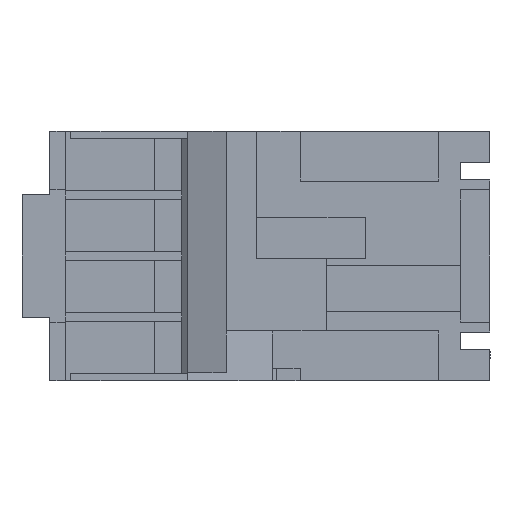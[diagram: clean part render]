
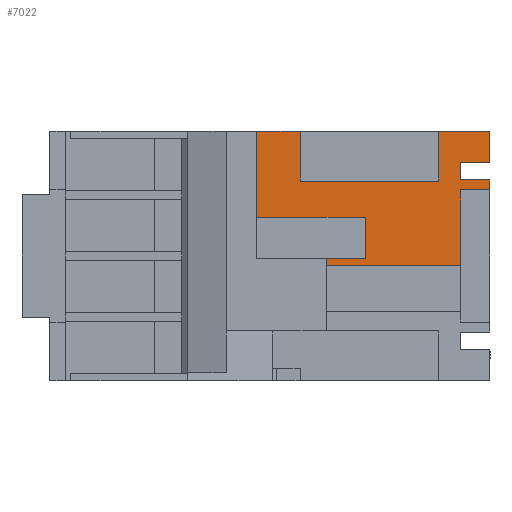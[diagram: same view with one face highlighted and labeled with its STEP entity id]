
A CAD part, left-side view. The second image highlights one B-rep face of the part: STEP entity #7022.
In plain terms, the highlighted planar face has unit normal (-1, 0, 0).
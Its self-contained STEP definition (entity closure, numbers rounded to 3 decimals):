
#70 = CARTESIAN_POINT ( 'NONE',  ( -32., 0., 36.2 ) ) ;
#74 = CARTESIAN_POINT ( 'NONE',  ( -32., 0., 34.4 ) ) ;
#86 = CARTESIAN_POINT ( 'NONE',  ( -32., 0., 45. ) ) ;
#93 = CARTESIAN_POINT ( 'NONE',  ( -32., 9.2, 45. ) ) ;
#107 = CARTESIAN_POINT ( 'NONE',  ( -32., 34.2, 36. ) ) ;
#175 = CARTESIAN_POINT ( 'NONE',  ( -32., 9.2, 36. ) ) ;
#177 = CARTESIAN_POINT ( 'NONE',  ( -32., 34.2, 45. ) ) ;
#343 = CARTESIAN_POINT ( 'NONE',  ( -32., 29.5, 22. ) ) ;
#344 = DIRECTION ( 'NONE',  ( 0., 0., -1. ) ) ;
#808 = PLANE ( 'NONE',  #3206 ) ;
#809 = CARTESIAN_POINT ( 'NONE',  ( -32., 0., 0. ) ) ;
#814 = DIRECTION ( 'NONE',  ( -1., 0., 0. ) ) ;
#815 = DIRECTION ( 'NONE',  ( 0., 0., 1. ) ) ;
#1107 = LINE ( 'NONE', #1656, #1110 ) ;
#1110 = VECTOR ( 'NONE', #1659, 1000. ) ;
#1173 = LINE ( 'NONE', #1753, #1175 ) ;
#1174 = LINE ( 'NONE', #1767, #1177 ) ;
#1175 = VECTOR ( 'NONE', #1754, 1000. ) ;
#1177 = VECTOR ( 'NONE', #1768, 1000. ) ;
#1310 = LINE ( 'NONE', #343, #1313 ) ;
#1313 = VECTOR ( 'NONE', #344, 1000. ) ;
#1656 = CARTESIAN_POINT ( 'NONE',  ( -32., 0., 22. ) ) ;
#1659 = DIRECTION ( 'NONE',  ( 0., -1., 0. ) ) ;
#1701 = FACE_OUTER_BOUND ( 'NONE', #9139, .T. ) ;
#1753 = CARTESIAN_POINT ( 'NONE',  ( -32., 5.3, 36.2 ) ) ;
#1754 = DIRECTION ( 'NONE',  ( 0., 0., -1. ) ) ;
#1767 = CARTESIAN_POINT ( 'NONE',  ( -32., 0., 0. ) ) ;
#1768 = DIRECTION ( 'NONE',  ( 0., 0., 1. ) ) ;
#1891 = VERTEX_POINT ( 'NONE', #6849 ) ;
#2106 = EDGE_CURVE ( 'NONE', #3802, #3797, #4477, .T. ) ;
#2108 = EDGE_CURVE ( 'NONE', #3780, #3806, #4489, .T. ) ;
#2110 = EDGE_CURVE ( 'NONE', #3806, #3803, #4491, .T. ) ;
#2112 = EDGE_CURVE ( 'NONE', #3639, #1891, #4497, .T. ) ;
#2114 = EDGE_CURVE ( 'NONE', #3640, #4047, #4499, .T. ) ;
#2116 = EDGE_CURVE ( 'NONE', #3799, #4051, #4505, .T. ) ;
#2118 = EDGE_CURVE ( 'NONE', #3799, #3802, #4503, .T. ) ;
#2120 = EDGE_CURVE ( 'NONE', #3703, #3803, #4513, .T. ) ;
#2171 = EDGE_CURVE ( 'NONE', #4063, #4841, #4611, .T. ) ;
#2291 = EDGE_CURVE ( 'NONE', #4051, #4047, #8113, .T. ) ;
#2316 = EDGE_CURVE ( 'NONE', #4841, #6072, #8160, .T. ) ;
#2320 = EDGE_CURVE ( 'NONE', #6072, #4855, #8170, .T. ) ;
#2387 = EDGE_CURVE ( 'NONE', #6074, #3703, #8302, .T. ) ;
#2436 = EDGE_CURVE ( 'NONE', #4855, #6074, #8394, .T. ) ;
#2556 = EDGE_CURVE ( 'NONE', #3795, #3780, #1107, .T. ) ;
#2590 = EDGE_CURVE ( 'NONE', #3639, #3640, #1173, .T. ) ;
#2591 = EDGE_CURVE ( 'NONE', #1891, #4063, #1174, .T. ) ;
#2747 = EDGE_CURVE ( 'NONE', #3795, #3797, #1310, .T. ) ;
#3149 = CARTESIAN_POINT ( 'NONE',  ( -32., 34.2, 36. ) ) ;
#3150 = DIRECTION ( 'NONE',  ( 0., 0., 1. ) ) ;
#3206 = AXIS2_PLACEMENT_3D ( 'NONE', #809, #814, #815 ) ;
#3639 = VERTEX_POINT ( 'NONE', #7393 ) ;
#3640 = VERTEX_POINT ( 'NONE', #7394 ) ;
#3703 = VERTEX_POINT ( 'NONE', #7457 ) ;
#3780 = VERTEX_POINT ( 'NONE', #7534 ) ;
#3795 = VERTEX_POINT ( 'NONE', #7549 ) ;
#3797 = VERTEX_POINT ( 'NONE', #7551 ) ;
#3799 = VERTEX_POINT ( 'NONE', #7553 ) ;
#3802 = VERTEX_POINT ( 'NONE', #7556 ) ;
#3803 = VERTEX_POINT ( 'NONE', #7557 ) ;
#3806 = VERTEX_POINT ( 'NONE', #7560 ) ;
#4047 = VERTEX_POINT ( 'NONE', #70 ) ;
#4051 = VERTEX_POINT ( 'NONE', #74 ) ;
#4063 = VERTEX_POINT ( 'NONE', #86 ) ;
#4477 = LINE ( 'NONE', #5126, #4488 ) ;
#4488 = VECTOR ( 'NONE', #7191, 1000. ) ;
#4489 = LINE ( 'NONE', #7194, #4492 ) ;
#4491 = LINE ( 'NONE', #7189, #4496 ) ;
#4492 = VECTOR ( 'NONE', #7196, 1000. ) ;
#4496 = VECTOR ( 'NONE', #7199, 1000. ) ;
#4497 = LINE ( 'NONE', #7202, #4500 ) ;
#4499 = LINE ( 'NONE', #7198, #4504 ) ;
#4500 = VECTOR ( 'NONE', #7204, 1000. ) ;
#4503 = LINE ( 'NONE', #7206, #4512 ) ;
#4504 = VECTOR ( 'NONE', #7207, 1000. ) ;
#4505 = LINE ( 'NONE', #7210, #4508 ) ;
#4508 = VECTOR ( 'NONE', #7211, 1000. ) ;
#4512 = VECTOR ( 'NONE', #7215, 1000. ) ;
#4513 = LINE ( 'NONE', #7218, #4516 ) ;
#4516 = VECTOR ( 'NONE', #7219, 1000. ) ;
#4611 = LINE ( 'NONE', #7811, #4614 ) ;
#4614 = VECTOR ( 'NONE', #7814, 1000. ) ;
#4754 = CARTESIAN_POINT ( 'NONE',  ( -32., 34.2, 45. ) ) ;
#4755 = DIRECTION ( 'NONE',  ( 0., 1., 0. ) ) ;
#4841 = VERTEX_POINT ( 'NONE', #93 ) ;
#4855 = VERTEX_POINT ( 'NONE', #107 ) ;
#4939 = CARTESIAN_POINT ( 'NONE',  ( -32., 0., 0. ) ) ;
#4964 = DIRECTION ( 'NONE',  ( 0., 0., 1. ) ) ;
#5009 = CARTESIAN_POINT ( 'NONE',  ( -32., 9.2, 45. ) ) ;
#5017 = DIRECTION ( 'NONE',  ( 0., 0., -1. ) ) ;
#5126 = CARTESIAN_POINT ( 'NONE',  ( -32., 4.3, 20.8 ) ) ;
#5198 = ORIENTED_EDGE ( 'NONE', *, *, #2590, .F. ) ;
#5203 = ORIENTED_EDGE ( 'NONE', *, *, #2110, .F. ) ;
#5204 = ORIENTED_EDGE ( 'NONE', *, *, #2118, .F. ) ;
#5205 = ORIENTED_EDGE ( 'NONE', *, *, #2747, .T. ) ;
#5206 = ORIENTED_EDGE ( 'NONE', *, *, #2556, .F. ) ;
#5246 = ORIENTED_EDGE ( 'NONE', *, *, #2316, .T. ) ;
#5268 = ORIENTED_EDGE ( 'NONE', *, *, #2171, .T. ) ;
#5335 = ORIENTED_EDGE ( 'NONE', *, *, #2436, .T. ) ;
#5355 = ORIENTED_EDGE ( 'NONE', *, *, #2591, .T. ) ;
#5368 = ORIENTED_EDGE ( 'NONE', *, *, #2120, .T. ) ;
#5404 = ORIENTED_EDGE ( 'NONE', *, *, #2114, .F. ) ;
#5440 = ORIENTED_EDGE ( 'NONE', *, *, #2116, .T. ) ;
#5449 = ORIENTED_EDGE ( 'NONE', *, *, #2387, .T. ) ;
#5485 = ORIENTED_EDGE ( 'NONE', *, *, #2320, .T. ) ;
#5494 = ORIENTED_EDGE ( 'NONE', *, *, #2291, .T. ) ;
#5526 = ORIENTED_EDGE ( 'NONE', *, *, #2108, .F. ) ;
#5546 = CARTESIAN_POINT ( 'NONE',  ( -32., 9.2, 36. ) ) ;
#5547 = DIRECTION ( 'NONE',  ( 0., 1., 0. ) ) ;
#6072 = VERTEX_POINT ( 'NONE', #175 ) ;
#6074 = VERTEX_POINT ( 'NONE', #177 ) ;
#6591 = ORIENTED_EDGE ( 'NONE', *, *, #2106, .F. ) ;
#6766 = ORIENTED_EDGE ( 'NONE', *, *, #2112, .T. ) ;
#6849 = CARTESIAN_POINT ( 'NONE',  ( -32., 0., 39.3 ) ) ;
#7022 = ADVANCED_FACE ( 'NONE', ( #1701 ), #808, .T. ) ;
#7189 = CARTESIAN_POINT ( 'NONE',  ( -32., 42., 29.5 ) ) ;
#7191 = DIRECTION ( 'NONE',  ( 0., 1., 0. ) ) ;
#7194 = CARTESIAN_POINT ( 'NONE',  ( -32., 22.5, 22. ) ) ;
#7196 = DIRECTION ( 'NONE',  ( 0., 0., 1. ) ) ;
#7198 = CARTESIAN_POINT ( 'NONE',  ( -32., 31.733, 36.2 ) ) ;
#7199 = DIRECTION ( 'NONE',  ( 0., 1., 0. ) ) ;
#7202 = CARTESIAN_POINT ( 'NONE',  ( -32., 31.733, 39.3 ) ) ;
#7204 = DIRECTION ( 'NONE',  ( 0., -1., 0. ) ) ;
#7206 = CARTESIAN_POINT ( 'NONE',  ( -32., 5.3, 34.4 ) ) ;
#7207 = DIRECTION ( 'NONE',  ( 0., -1., 0. ) ) ;
#7210 = CARTESIAN_POINT ( 'NONE',  ( -32., 31.733, 34.4 ) ) ;
#7211 = DIRECTION ( 'NONE',  ( 0., -1., 0. ) ) ;
#7215 = DIRECTION ( 'NONE',  ( 0., 0., -1. ) ) ;
#7218 = CARTESIAN_POINT ( 'NONE',  ( -32., 42., 45. ) ) ;
#7219 = DIRECTION ( 'NONE',  ( 0., 0., -1. ) ) ;
#7393 = CARTESIAN_POINT ( 'NONE',  ( -32., 5.3, 39.3 ) ) ;
#7394 = CARTESIAN_POINT ( 'NONE',  ( -32., 5.3, 36.2 ) ) ;
#7457 = CARTESIAN_POINT ( 'NONE',  ( -32., 42., 45. ) ) ;
#7534 = CARTESIAN_POINT ( 'NONE',  ( -32., 22.5, 22. ) ) ;
#7549 = CARTESIAN_POINT ( 'NONE',  ( -32., 29.5, 22. ) ) ;
#7551 = CARTESIAN_POINT ( 'NONE',  ( -32., 29.5, 20.8 ) ) ;
#7553 = CARTESIAN_POINT ( 'NONE',  ( -32., 5.3, 34.4 ) ) ;
#7556 = CARTESIAN_POINT ( 'NONE',  ( -32., 5.3, 20.8 ) ) ;
#7557 = CARTESIAN_POINT ( 'NONE',  ( -32., 42., 29.5 ) ) ;
#7560 = CARTESIAN_POINT ( 'NONE',  ( -32., 22.5, 29.5 ) ) ;
#7811 = CARTESIAN_POINT ( 'NONE',  ( -32., 0., 45. ) ) ;
#7814 = DIRECTION ( 'NONE',  ( 0., 1., 0. ) ) ;
#8113 = LINE ( 'NONE', #4939, #8118 ) ;
#8118 = VECTOR ( 'NONE', #4964, 1000. ) ;
#8160 = LINE ( 'NONE', #5009, #8165 ) ;
#8165 = VECTOR ( 'NONE', #5017, 1000. ) ;
#8170 = LINE ( 'NONE', #5546, #8173 ) ;
#8173 = VECTOR ( 'NONE', #5547, 1000. ) ;
#8302 = LINE ( 'NONE', #4754, #8305 ) ;
#8305 = VECTOR ( 'NONE', #4755, 1000. ) ;
#8394 = LINE ( 'NONE', #3149, #8397 ) ;
#8397 = VECTOR ( 'NONE', #3150, 1000. ) ;
#9139 = EDGE_LOOP ( 'NONE', ( #5204, #5440, #5494, #5404, #5198, #6766, #5355, #5268, #5246, #5485, #5335, #5449, #5368, #5203, #5526, #5206, #5205, #6591 ) ) ;
